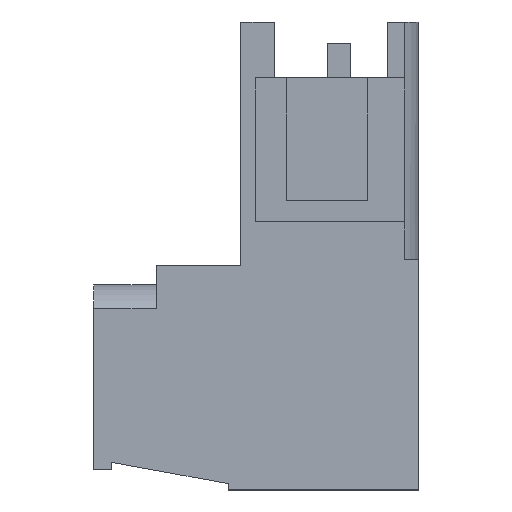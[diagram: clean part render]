
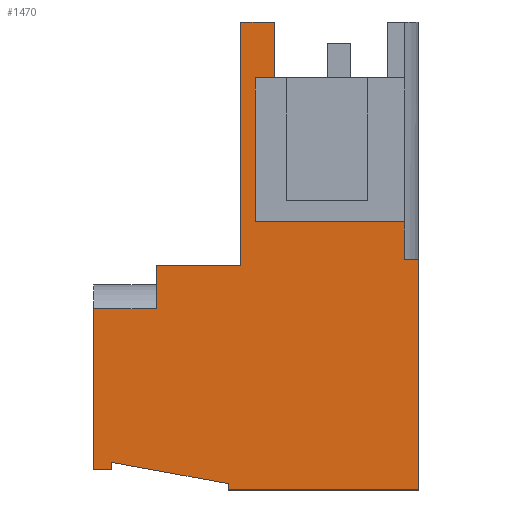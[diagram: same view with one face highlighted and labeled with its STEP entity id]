
A CAD part, left-side view. The second image highlights one B-rep face of the part: STEP entity #1470.
In plain terms, the highlighted planar face has unit normal (-1, 0, 0).
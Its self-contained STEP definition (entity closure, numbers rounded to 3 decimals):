
#491=AXIS2_PLACEMENT_3D('Plane Axis2P3D',#488,#489,#490) ;
#473=CARTESIAN_POINT('Vertex',(0.98,6.785,19.415)) ;
#488=CARTESIAN_POINT('Axis2P3D Location',(0.98,3.66,22.05)) ;
#601=CARTESIAN_POINT('Vertex',(0.98,0.65,12.635)) ;
#604=CARTESIAN_POINT('Line Origine',(0.98,0.65,11.743)) ;
#608=CARTESIAN_POINT('Vertex',(0.98,0.65,10.85)) ;
#666=CARTESIAN_POINT('Vertex',(0.98,6.785,22.05)) ;
#669=CARTESIAN_POINT('Line Origine',(0.98,6.785,20.732)) ;
#1036=CARTESIAN_POINT('Line Origine',(0.98,7.23,19.415)) ;
#1040=CARTESIAN_POINT('Vertex',(0.98,7.675,19.415)) ;
#1249=CARTESIAN_POINT('Line Origine',(0.98,0.325,10.85)) ;
#1253=CARTESIAN_POINT('Vertex',(0.98,0.,10.85)) ;
#1348=CARTESIAN_POINT('Vertex',(0.98,7.675,12.635)) ;
#1351=CARTESIAN_POINT('Line Origine',(0.98,4.163,12.635)) ;
#1363=CARTESIAN_POINT('Line Origine',(0.98,7.675,16.025)) ;
#1368=CARTESIAN_POINT('Line Origine',(0.98,7.575,22.05)) ;
#1372=CARTESIAN_POINT('Vertex',(0.98,8.365,22.05)) ;
#1375=CARTESIAN_POINT('Line Origine',(0.98,8.365,16.318)) ;
#1379=CARTESIAN_POINT('Vertex',(0.98,8.365,10.586)) ;
#1382=CARTESIAN_POINT('Line Origine',(0.98,10.358,10.586)) ;
#1386=CARTESIAN_POINT('Vertex',(0.98,12.35,10.586)) ;
#1389=CARTESIAN_POINT('Line Origine',(0.98,12.35,9.568)) ;
#1393=CARTESIAN_POINT('Vertex',(0.98,12.35,8.55)) ;
#1396=CARTESIAN_POINT('Line Origine',(0.98,13.825,8.55)) ;
#1400=CARTESIAN_POINT('Vertex',(0.98,15.3,8.55)) ;
#1403=CARTESIAN_POINT('Line Origine',(0.98,15.3,4.75)) ;
#1407=CARTESIAN_POINT('Vertex',(0.98,15.3,0.95)) ;
#1410=CARTESIAN_POINT('Line Origine',(0.98,14.875,0.95)) ;
#1414=CARTESIAN_POINT('Vertex',(0.98,14.45,0.95)) ;
#1417=CARTESIAN_POINT('Line Origine',(0.98,14.45,1.127)) ;
#1421=CARTESIAN_POINT('Vertex',(0.98,14.45,1.303)) ;
#1424=CARTESIAN_POINT('Line Origine',(0.98,11.705,0.801)) ;
#1428=CARTESIAN_POINT('Vertex',(0.98,8.961,0.299)) ;
#1431=CARTESIAN_POINT('Line Origine',(0.98,8.961,0.149)) ;
#1435=CARTESIAN_POINT('Vertex',(0.98,8.961,0.)) ;
#1438=CARTESIAN_POINT('Line Origine',(0.98,4.48,0.)) ;
#1442=CARTESIAN_POINT('Vertex',(0.98,0.,0.)) ;
#1445=CARTESIAN_POINT('Line Origine',(0.98,0.,5.425)) ;
#489=DIRECTION('Axis2P3D Direction',(1.,0.,0.)) ;
#490=DIRECTION('Axis2P3D XDirection',(0.,1.,0.)) ;
#605=DIRECTION('Vector Direction',(0.,0.,-1.)) ;
#670=DIRECTION('Vector Direction',(0.,0.,1.)) ;
#1037=DIRECTION('Vector Direction',(0.,-1.,0.)) ;
#1250=DIRECTION('Vector Direction',(0.,-1.,0.)) ;
#1352=DIRECTION('Vector Direction',(0.,-1.,0.)) ;
#1364=DIRECTION('Vector Direction',(0.,0.,-1.)) ;
#1369=DIRECTION('Vector Direction',(0.,-1.,0.)) ;
#1376=DIRECTION('Vector Direction',(0.,0.,-1.)) ;
#1383=DIRECTION('Vector Direction',(0.,-1.,0.)) ;
#1390=DIRECTION('Vector Direction',(0.,0.,1.)) ;
#1397=DIRECTION('Vector Direction',(0.,-1.,0.)) ;
#1404=DIRECTION('Vector Direction',(0.,0.,1.)) ;
#1411=DIRECTION('Vector Direction',(0.,1.,0.)) ;
#1418=DIRECTION('Vector Direction',(0.,0.,-1.)) ;
#1425=DIRECTION('Vector Direction',(0.,-0.984,-0.18)) ;
#1432=DIRECTION('Vector Direction',(0.,0.,-1.)) ;
#1439=DIRECTION('Vector Direction',(0.,-1.,0.)) ;
#1446=DIRECTION('Vector Direction',(0.,0.,-1.)) ;
#606=VECTOR('Line Direction',#605,1.) ;
#671=VECTOR('Line Direction',#670,1.) ;
#1038=VECTOR('Line Direction',#1037,1.) ;
#1251=VECTOR('Line Direction',#1250,1.) ;
#1353=VECTOR('Line Direction',#1352,1.) ;
#1365=VECTOR('Line Direction',#1364,1.) ;
#1370=VECTOR('Line Direction',#1369,1.) ;
#1377=VECTOR('Line Direction',#1376,1.) ;
#1384=VECTOR('Line Direction',#1383,1.) ;
#1391=VECTOR('Line Direction',#1390,1.) ;
#1398=VECTOR('Line Direction',#1397,1.) ;
#1405=VECTOR('Line Direction',#1404,1.) ;
#1412=VECTOR('Line Direction',#1411,1.) ;
#1419=VECTOR('Line Direction',#1418,1.) ;
#1426=VECTOR('Line Direction',#1425,1.) ;
#1433=VECTOR('Line Direction',#1432,1.) ;
#1440=VECTOR('Line Direction',#1439,1.) ;
#1447=VECTOR('Line Direction',#1446,1.) ;
#1451=ORIENTED_EDGE('',*,*,#1355,.F.) ;
#1452=ORIENTED_EDGE('',*,*,#1367,.T.) ;
#1453=ORIENTED_EDGE('',*,*,#1042,.T.) ;
#1454=ORIENTED_EDGE('',*,*,#673,.T.) ;
#1455=ORIENTED_EDGE('',*,*,#1374,.F.) ;
#1456=ORIENTED_EDGE('',*,*,#1381,.T.) ;
#1457=ORIENTED_EDGE('',*,*,#1388,.F.) ;
#1458=ORIENTED_EDGE('',*,*,#1395,.F.) ;
#1459=ORIENTED_EDGE('',*,*,#1402,.F.) ;
#1460=ORIENTED_EDGE('',*,*,#1409,.F.) ;
#1461=ORIENTED_EDGE('',*,*,#1416,.F.) ;
#1462=ORIENTED_EDGE('',*,*,#1423,.F.) ;
#1463=ORIENTED_EDGE('',*,*,#1430,.T.) ;
#1464=ORIENTED_EDGE('',*,*,#1437,.T.) ;
#1465=ORIENTED_EDGE('',*,*,#1444,.T.) ;
#1466=ORIENTED_EDGE('',*,*,#1449,.F.) ;
#1467=ORIENTED_EDGE('',*,*,#1255,.F.) ;
#1468=ORIENTED_EDGE('',*,*,#610,.F.) ;
#1470=ADVANCED_FACE('HOUSING',(#1469),#492,.F.) ;
#610=EDGE_CURVE('',#602,#609,#607,.T.) ;
#673=EDGE_CURVE('',#474,#667,#672,.T.) ;
#1042=EDGE_CURVE('',#1041,#474,#1039,.T.) ;
#1255=EDGE_CURVE('',#609,#1254,#1252,.T.) ;
#1355=EDGE_CURVE('',#1349,#602,#1354,.T.) ;
#1367=EDGE_CURVE('',#1349,#1041,#1366,.F.) ;
#1374=EDGE_CURVE('',#1373,#667,#1371,.T.) ;
#1381=EDGE_CURVE('',#1373,#1380,#1378,.T.) ;
#1388=EDGE_CURVE('',#1387,#1380,#1385,.T.) ;
#1395=EDGE_CURVE('',#1394,#1387,#1392,.T.) ;
#1402=EDGE_CURVE('',#1401,#1394,#1399,.T.) ;
#1409=EDGE_CURVE('',#1408,#1401,#1406,.T.) ;
#1416=EDGE_CURVE('',#1415,#1408,#1413,.T.) ;
#1423=EDGE_CURVE('',#1422,#1415,#1420,.T.) ;
#1430=EDGE_CURVE('',#1422,#1429,#1427,.T.) ;
#1437=EDGE_CURVE('',#1429,#1436,#1434,.T.) ;
#1444=EDGE_CURVE('',#1436,#1443,#1441,.T.) ;
#1449=EDGE_CURVE('',#1254,#1443,#1448,.T.) ;
#1450=EDGE_LOOP('',(#1451,#1452,#1453,#1454,#1455,#1456,#1457,#1458,#1459,#1460,#1461,#1462,#1463,#1464,#1465,#1466,#1467,#1468)) ;
#1469=FACE_OUTER_BOUND('',#1450,.T.) ;
#607=LINE('Line',#604,#606) ;
#672=LINE('Line',#669,#671) ;
#1039=LINE('Line',#1036,#1038) ;
#1252=LINE('Line',#1249,#1251) ;
#1354=LINE('Line',#1351,#1353) ;
#1366=LINE('Line',#1363,#1365) ;
#1371=LINE('Line',#1368,#1370) ;
#1378=LINE('Line',#1375,#1377) ;
#1385=LINE('Line',#1382,#1384) ;
#1392=LINE('Line',#1389,#1391) ;
#1399=LINE('Line',#1396,#1398) ;
#1406=LINE('Line',#1403,#1405) ;
#1413=LINE('Line',#1410,#1412) ;
#1420=LINE('Line',#1417,#1419) ;
#1427=LINE('Line',#1424,#1426) ;
#1434=LINE('Line',#1431,#1433) ;
#1441=LINE('Line',#1438,#1440) ;
#1448=LINE('Line',#1445,#1447) ;
#492=PLANE('',#491) ;
#474=VERTEX_POINT('',#473) ;
#602=VERTEX_POINT('',#601) ;
#609=VERTEX_POINT('',#608) ;
#667=VERTEX_POINT('',#666) ;
#1041=VERTEX_POINT('',#1040) ;
#1254=VERTEX_POINT('',#1253) ;
#1349=VERTEX_POINT('',#1348) ;
#1373=VERTEX_POINT('',#1372) ;
#1380=VERTEX_POINT('',#1379) ;
#1387=VERTEX_POINT('',#1386) ;
#1394=VERTEX_POINT('',#1393) ;
#1401=VERTEX_POINT('',#1400) ;
#1408=VERTEX_POINT('',#1407) ;
#1415=VERTEX_POINT('',#1414) ;
#1422=VERTEX_POINT('',#1421) ;
#1429=VERTEX_POINT('',#1428) ;
#1436=VERTEX_POINT('',#1435) ;
#1443=VERTEX_POINT('',#1442) ;
